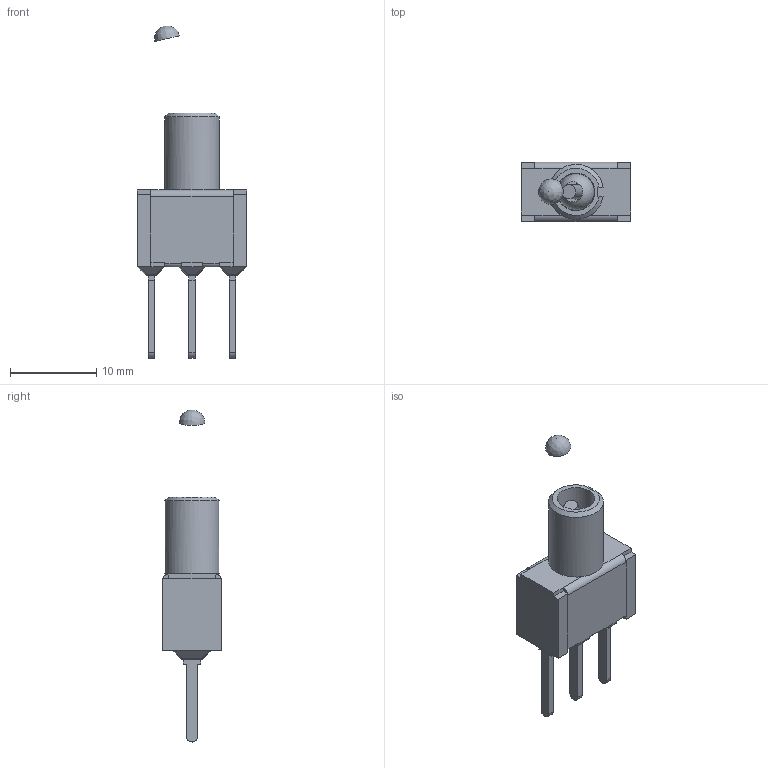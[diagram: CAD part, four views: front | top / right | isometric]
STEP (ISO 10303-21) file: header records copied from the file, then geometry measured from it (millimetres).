
FILE_DESCRIPTION(/* description */ (''),/* implementation_level */ '2;1');
FILE_NAME(/* name */ '100SPxT1B1M53xE.stp',/* time_stamp */ '2026-01-14T15:26:57-06:00',/* author */ ('jmeyers'),/* organization */ (''),/* preprocessor_version */ 'ST-DEVELOPER v18.1',/* originating_system */ 'Autodesk Inventor 2022',/* authorisation */ '');
FILE_SCHEMA (('AUTOMOTIVE_DESIGN { 1 0 10303 214 3 1 1 }'));
Length unit declared in the file: inch
Products named in the file (1): Part28
Bounding box: 12.7 x 6.86 x 38.4 mm (x, y, z)
Volume: 1069.7 mm3; surface area: 1202.1 mm2
Topology: 1 solids, 5 shells, 212 faces, 533 edges, 318 vertices
Faces by surface type: plane 155, cylinder 40, sphere 13, cone 3, bspline 1
Full cylindrical faces by diameter (mm): 1.65 x1, 4.35 x1
Entity records: 6245 total; most frequent: CARTESIAN_POINT 1139, DIRECTION 1054, ORIENTED_EDGE 1042, EDGE_CURVE 521, LINE 402, VECTOR 402, AXIS2_PLACEMENT_3D 326, VERTEX_POINT 318
